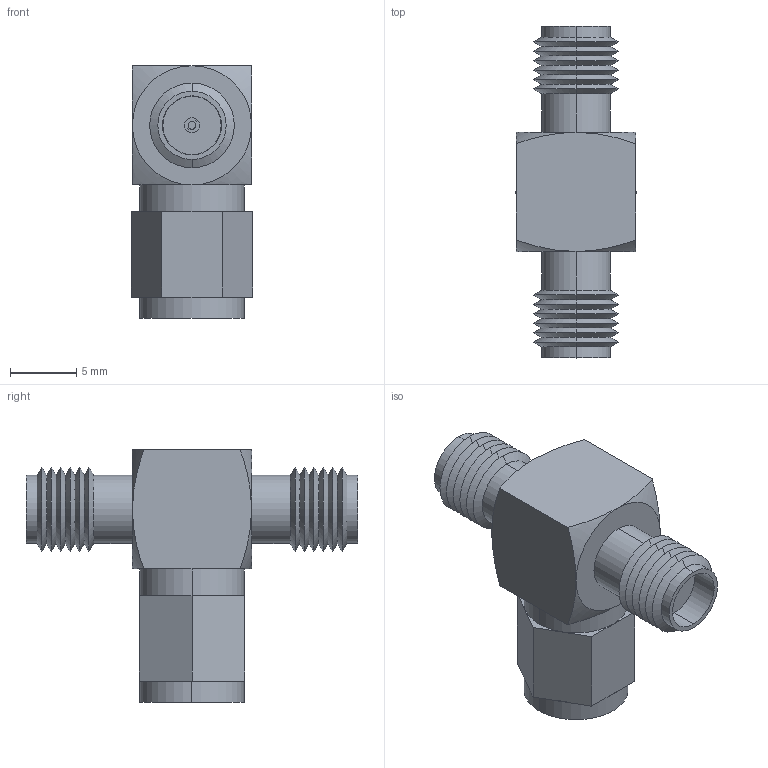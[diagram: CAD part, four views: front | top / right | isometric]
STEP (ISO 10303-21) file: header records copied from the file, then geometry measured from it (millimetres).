
FILE_DESCRIPTION (( 'STEP AP203' ), '1' );
FILE_NAME ('BA19.STEP', '2006-06-30T20:18:48', ( ' ' ), ( ' ' ), 'SwSTEP 2.0', 'SolidWorks 2005354', '' );
FILE_SCHEMA (( 'CONFIG_CONTROL_DESIGN' ));
Length unit declared in the file: inch
Products named in the file (1): BA19
Bounding box: 9.15 x 25.04 x 19.05 mm (x, y, z)
Volume: 1435.2 mm3; surface area: 1589.4 mm2
Topology: 1 solids, 1 shells, 134 faces, 286 edges, 170 vertices
Faces by surface type: cone 48, plane 40, cylinder 36, torus 10
Entity records: 3725 total; most frequent: CARTESIAN_POINT 687, DIRECTION 668, ORIENTED_EDGE 572, EDGE_CURVE 286, AXIS2_PLACEMENT_3D 263, VERTEX_POINT 170, EDGE_LOOP 150, VECTOR 142
